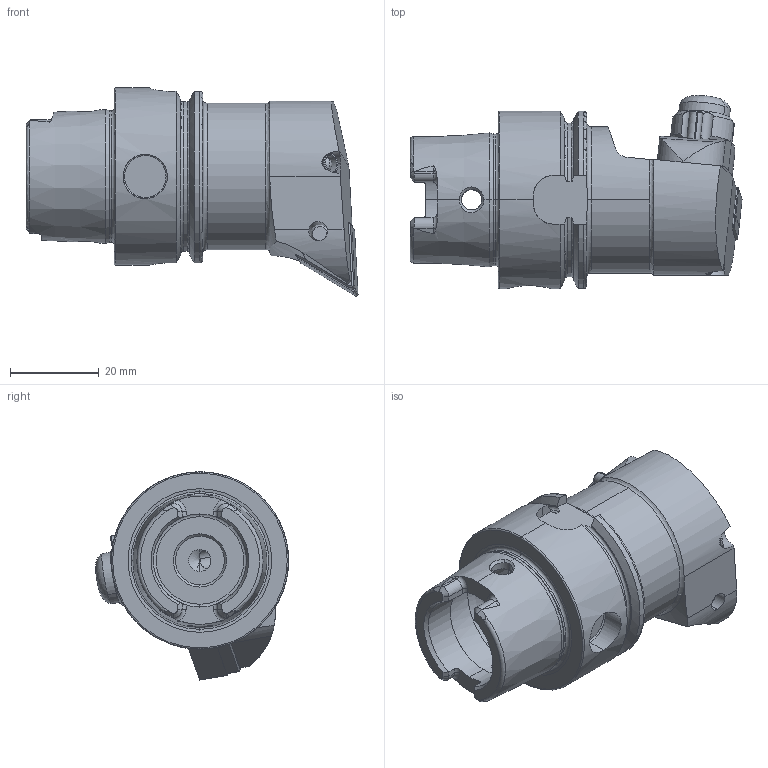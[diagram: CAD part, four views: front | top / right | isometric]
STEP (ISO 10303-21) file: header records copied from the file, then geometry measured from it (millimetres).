
FILE_DESCRIPTION (( 'STEP AP214' ), '1' );
FILE_NAME ('HA4.KDF.RUA.055.STEP', '2023-09-18T09:11:40', ( '' ), ( '' ), 'SwSTEP 2.0', 'SolidWorks 2017', '' );
FILE_SCHEMA (( 'AUTOMOTIVE_DESIGN' ));
Length unit declared in the file: millimetre
Products named in the file (11): KVT_MB_600_050; HA4.KDF.RUA.055; WCC-ER4.103.032_A; WCC-ER5.102.005_A; WDF-ER2.101.003_A; WCC-ER3.102.024_C; WCC-ER5.102.012_B; ISO 13337 - 3 x 12_Spring Pin ISO 13337 - 3 x 16 - St; HA4-KDF.RUA.055_C_Fertigbearbeitung; DNMG150604; WCC-ER2.001.010_A
Assembly tree (10 placements, depth 2):
  HA4.KDF.RUA.055
    HA4-KDF.RUA.055_C_Fertigbearbeitung
    WDF-ER2.101.003_A
    WCC-ER2.001.010_A
    DNMG150604
    WCC-ER3.102.024_C
    WCC-ER5.102.005_A
    WCC-ER4.103.032_A
    WCC-ER5.102.012_B
    KVT_MB_600_050
    ISO 13337 - 3 x 12_Spring Pin ISO 13337 - 3 x 16 - St
Bounding box: 74.9 x 43.57 x 47 mm (x, y, z)
Volume: 50394.8 mm3; surface area: 19412.8 mm2
Topology: 11 solids, 11 shells, 468 faces, 1183 edges, 722 vertices
Faces by surface type: cylinder 154, plane 125, cone 108, torus 63, bspline 16, sphere 2
Entity records: 17268 total; most frequent: CARTESIAN_POINT 5151, ORIENTED_EDGE 2328, DIRECTION 2273, EDGE_CURVE 1164, AXIS2_PLACEMENT_3D 914, VERTEX_POINT 719, EDGE_LOOP 495, ADVANCED_FACE 468
